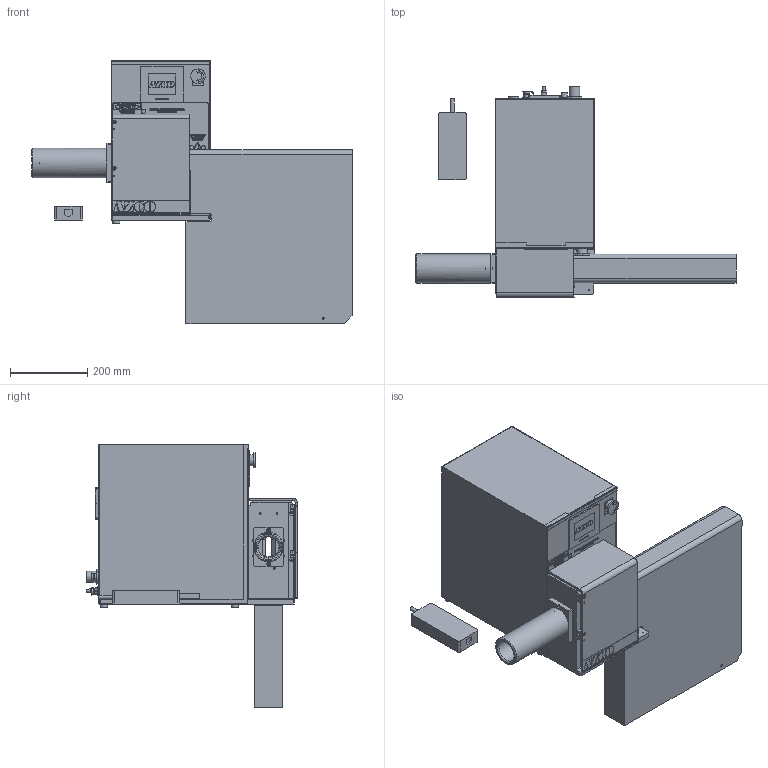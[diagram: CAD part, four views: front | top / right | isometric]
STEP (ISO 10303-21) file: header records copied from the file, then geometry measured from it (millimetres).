
FILE_DESCRIPTION(/* description */ (''),/* implementation_level */ '2;1');
FILE_NAME(/* name */ 'PC50-V1.stp',/* time_stamp */ '2023-01-26T17:00:17-05:00',/* author */ ('tmcandrew'),/* organization */ (''),/* preprocessor_version */ 'ST-DEVELOPER v16.1',/* originating_system */ 'Autodesk Inventor 2016',/* authorisation */ '');
FILE_SCHEMA (('AUTOMOTIVE_DESIGN { 1 0 10303 214 3 1 1 }'));
Products named in the file (1): PC50-V1 SOLID MODEL
Bounding box: 829.65 x 548.39 x 682.2 mm (x, y, z)
Volume: 9171527.8 mm3; surface area: 3116380.5 mm2
Topology: 8 solids, 31 shells, 4939 faces, 13039 edges, 8672 vertices
Faces by surface type: plane 3107, bspline 1326, cylinder 436, cone 68, torus 2
Full cylindrical faces by diameter (mm): 1.533 x4, 2.3 x2, 2.459 x12, 2.644 x5, 2.98 x2, 3 x2, 3.242 x24, 3.4 x2, 3.5 x6, 3.505 x2, 4.134 x34, 4.2 x2, 4.5 x14, 4.826 x4, 4.9 x2, 4.917 x1, 5 x3, 5.025 x2, 5.05 x3, 5.08 x8, 5.5 x41, 6.35 x2, 6.5 x3, 6.782 x1, 7 x2, 7.874 x4, 8 x9, 8.611 x1, 9.398 x1, 9.5 x2
Entity records: 163882 total; most frequent: CARTESIAN_POINT 46670, ORIENTED_EDGE 25018, DIRECTION 18012, EDGE_CURVE 12511, LINE 8888, VECTOR 8888, VERTEX_POINT 8520, EDGE_LOOP 6035
